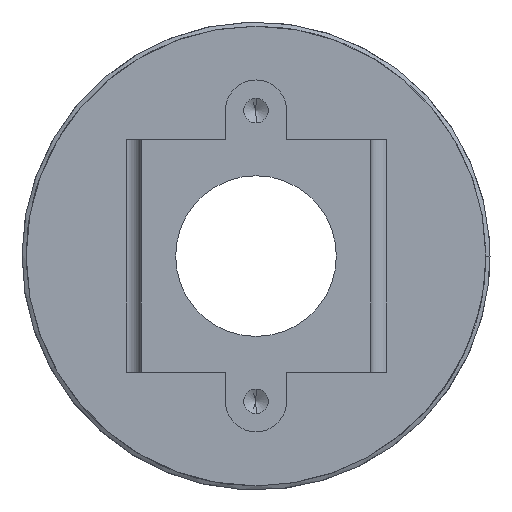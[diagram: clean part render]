
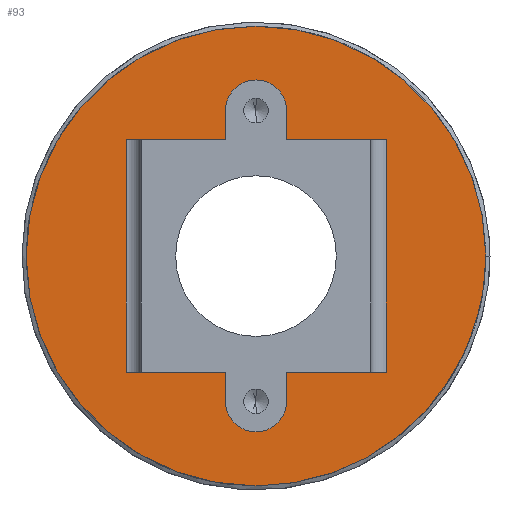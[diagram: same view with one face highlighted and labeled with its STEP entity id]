
A CAD part, front view. The second image highlights one B-rep face of the part: STEP entity #93.
In plain terms, the highlighted planar face has unit normal (0, -1, 0).
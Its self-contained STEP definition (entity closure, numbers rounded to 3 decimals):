
#3 = CARTESIAN_POINT ( 'NONE',  ( 0., 0., 11.512 ) ) ;
#18 = LINE ( 'NONE', #1631, #1102 ) ;
#34 = DIRECTION ( 'NONE',  ( 0., 0., 1. ) ) ;
#52 = FACE_BOUND ( 'NONE', #1075, .T. ) ;
#73 = CIRCLE ( 'NONE', #949, 2. ) ;
#87 = ORIENTED_EDGE ( 'NONE', *, *, #1376, .T. ) ;
#93 = ADVANCED_FACE ( 'NONE', ( #52, #238 ), #2064, .F. ) ;
#94 = ORIENTED_EDGE ( 'NONE', *, *, #2292, .F. ) ;
#110 = VECTOR ( 'NONE', #1079, 1000. ) ;
#124 = ORIENTED_EDGE ( 'NONE', *, *, #2264, .F. ) ;
#132 = VERTEX_POINT ( 'NONE', #1290 ) ;
#133 = VERTEX_POINT ( 'NONE', #2029 ) ;
#157 = CARTESIAN_POINT ( 'NONE',  ( 0., 0., 15.022 ) ) ;
#179 = LINE ( 'NONE', #531, #2300 ) ;
#188 = EDGE_CURVE ( 'NONE', #950, #1070, #1990, .T. ) ;
#238 = FACE_OUTER_BOUND ( 'NONE', #620, .T. ) ;
#247 = EDGE_CURVE ( 'NONE', #1546, #789, #1066, .T. ) ;
#250 = CARTESIAN_POINT ( 'NONE',  ( 0., 0., 9.512 ) ) ;
#279 = VERTEX_POINT ( 'NONE', #1160 ) ;
#321 = VERTEX_POINT ( 'NONE', #1364 ) ;
#323 = CARTESIAN_POINT ( 'NONE',  ( 0., 0., 0. ) ) ;
#342 = CARTESIAN_POINT ( 'NONE',  ( -2., 0., 0. ) ) ;
#347 = CARTESIAN_POINT ( 'NONE',  ( -2., 0., 9.512 ) ) ;
#360 = ORIENTED_EDGE ( 'NONE', *, *, #2068, .F. ) ;
#369 = DIRECTION ( 'NONE',  ( -1., 0., 0. ) ) ;
#381 = CARTESIAN_POINT ( 'NONE',  ( 0., 0., 7.612 ) ) ;
#411 = DIRECTION ( 'NONE',  ( 0., 1., 0. ) ) ;
#479 = AXIS2_PLACEMENT_3D ( 'NONE', #1917, #1774, #1949 ) ;
#491 = DIRECTION ( 'NONE',  ( 1., 0., 0. ) ) ;
#522 = VERTEX_POINT ( 'NONE', #1200 ) ;
#531 = CARTESIAN_POINT ( 'NONE',  ( 0., 0., 7.612 ) ) ;
#534 = ORIENTED_EDGE ( 'NONE', *, *, #2330, .F. ) ;
#599 = CIRCLE ( 'NONE', #833, 15.022 ) ;
#610 = ORIENTED_EDGE ( 'NONE', *, *, #2085, .T. ) ;
#620 = EDGE_LOOP ( 'NONE', ( #534, #2186, #768, #1510 ) ) ;
#660 = DIRECTION ( 'NONE',  ( 0., 0., 1. ) ) ;
#665 = EDGE_CURVE ( 'NONE', #789, #132, #1223, .T. ) ;
#689 = LINE ( 'NONE', #1254, #1570 ) ;
#692 = CARTESIAN_POINT ( 'NONE',  ( 0., 0., 0. ) ) ;
#702 = VECTOR ( 'NONE', #1120, 1000. ) ;
#747 = CARTESIAN_POINT ( 'NONE',  ( 0., 0., 0. ) ) ;
#751 = VECTOR ( 'NONE', #1653, 1000. ) ;
#756 = DIRECTION ( 'NONE',  ( 0.003, 0., -1. ) ) ;
#768 = ORIENTED_EDGE ( 'NONE', *, *, #247, .F. ) ;
#779 = EDGE_CURVE ( 'NONE', #1273, #1196, #1143, .T. ) ;
#789 = VERTEX_POINT ( 'NONE', #157 ) ;
#800 = CARTESIAN_POINT ( 'NONE',  ( -2., 0., -9.488 ) ) ;
#833 = AXIS2_PLACEMENT_3D ( 'NONE', #323, #1816, #1059 ) ;
#837 = DIRECTION ( 'NONE',  ( 0., 1., 0. ) ) ;
#930 = CARTESIAN_POINT ( 'NONE',  ( 2., 0., 0. ) ) ;
#946 = AXIS2_PLACEMENT_3D ( 'NONE', #250, #837, #988 ) ;
#949 = AXIS2_PLACEMENT_3D ( 'NONE', #2176, #2131, #1621 ) ;
#950 = VERTEX_POINT ( 'NONE', #347 ) ;
#960 = DIRECTION ( 'NONE',  ( 0., 1., 0. ) ) ;
#978 = EDGE_CURVE ( 'NONE', #2290, #1057, #18, .T. ) ;
#988 = DIRECTION ( 'NONE',  ( 0., 0., 1. ) ) ;
#990 = CIRCLE ( 'NONE', #1377, 15.022 ) ;
#1017 = CARTESIAN_POINT ( 'NONE',  ( 2., 0., -9.488 ) ) ;
#1046 = LINE ( 'NONE', #2325, #2269 ) ;
#1057 = VERTEX_POINT ( 'NONE', #2021 ) ;
#1059 = DIRECTION ( 'NONE',  ( 0., 0., 1. ) ) ;
#1066 = CIRCLE ( 'NONE', #1372, 15.022 ) ;
#1070 = VERTEX_POINT ( 'NONE', #3 ) ;
#1075 = EDGE_LOOP ( 'NONE', ( #124, #87, #360, #1429, #1131, #1573, #2013, #1493, #94, #1595, #1451, #610, #1666 ) ) ;
#1079 = DIRECTION ( 'NONE',  ( 0., 0., -1. ) ) ;
#1084 = DIRECTION ( 'NONE',  ( 0., 0., 1. ) ) ;
#1090 = CARTESIAN_POINT ( 'NONE',  ( 7.211, 0., -13.179 ) ) ;
#1094 = CARTESIAN_POINT ( 'NONE',  ( 2., 0., 7.612 ) ) ;
#1102 = VECTOR ( 'NONE', #1289, 1000. ) ;
#1120 = DIRECTION ( 'NONE',  ( 1., 0., 0. ) ) ;
#1131 = ORIENTED_EDGE ( 'NONE', *, *, #779, .T. ) ;
#1133 = CARTESIAN_POINT ( 'NONE',  ( 0., 0., 0. ) ) ;
#1143 = CIRCLE ( 'NONE', #479, 2. ) ;
#1160 = CARTESIAN_POINT ( 'NONE',  ( -1.994, 0., 7.612 ) ) ;
#1196 = VERTEX_POINT ( 'NONE', #800 ) ;
#1200 = CARTESIAN_POINT ( 'NONE',  ( 2., 0., -7.588 ) ) ;
#1209 = DIRECTION ( 'NONE',  ( 0., 0., 1. ) ) ;
#1216 = LINE ( 'NONE', #1929, #1762 ) ;
#1223 = CIRCLE ( 'NONE', #2105, 15.022 ) ;
#1225 = VECTOR ( 'NONE', #369, 1000. ) ;
#1254 = CARTESIAN_POINT ( 'NONE',  ( 0., 0., -7.588 ) ) ;
#1271 = LINE ( 'NONE', #342, #110 ) ;
#1273 = VERTEX_POINT ( 'NONE', #1017 ) ;
#1289 = DIRECTION ( 'NONE',  ( 0., 0., 1. ) ) ;
#1290 = CARTESIAN_POINT ( 'NONE',  ( 15.022, 0., 0. ) ) ;
#1313 = DIRECTION ( 'NONE',  ( -1., 0., 0. ) ) ;
#1364 = CARTESIAN_POINT ( 'NONE',  ( -8.494, 0., 7.612 ) ) ;
#1372 = AXIS2_PLACEMENT_3D ( 'NONE', #1374, #1947, #1209 ) ;
#1374 = CARTESIAN_POINT ( 'NONE',  ( 0., 0., 0. ) ) ;
#1376 = EDGE_CURVE ( 'NONE', #133, #2249, #1216, .T. ) ;
#1377 = AXIS2_PLACEMENT_3D ( 'NONE', #1133, #960, #34 ) ;
#1429 = ORIENTED_EDGE ( 'NONE', *, *, #1522, .F. ) ;
#1451 = ORIENTED_EDGE ( 'NONE', *, *, #188, .T. ) ;
#1488 = LINE ( 'NONE', #1668, #2145 ) ;
#1493 = ORIENTED_EDGE ( 'NONE', *, *, #2155, .T. ) ;
#1510 = ORIENTED_EDGE ( 'NONE', *, *, #2056, .F. ) ;
#1522 = EDGE_CURVE ( 'NONE', #1273, #522, #1998, .T. ) ;
#1535 = VERTEX_POINT ( 'NONE', #1090 ) ;
#1546 = VERTEX_POINT ( 'NONE', #1664 ) ;
#1555 = EDGE_CURVE ( 'NONE', #1791, #1196, #1271, .T. ) ;
#1570 = VECTOR ( 'NONE', #491, 1000. ) ;
#1573 = ORIENTED_EDGE ( 'NONE', *, *, #1555, .F. ) ;
#1595 = ORIENTED_EDGE ( 'NONE', *, *, #2210, .F. ) ;
#1621 = DIRECTION ( 'NONE',  ( 0., 0., 1. ) ) ;
#1631 = CARTESIAN_POINT ( 'NONE',  ( 2., 0., 0. ) ) ;
#1653 = DIRECTION ( 'NONE',  ( 0., 0., 1. ) ) ;
#1664 = CARTESIAN_POINT ( 'NONE',  ( 0., 0., -15.022 ) ) ;
#1666 = ORIENTED_EDGE ( 'NONE', *, *, #978, .F. ) ;
#1668 = CARTESIAN_POINT ( 'NONE',  ( -1.969, 0., -0.006 ) ) ;
#1679 = AXIS2_PLACEMENT_3D ( 'NONE', #747, #411, #1888 ) ;
#1762 = VECTOR ( 'NONE', #1941, 1000. ) ;
#1768 = VERTEX_POINT ( 'NONE', #2079 ) ;
#1774 = DIRECTION ( 'NONE',  ( 0., 1., 0. ) ) ;
#1791 = VERTEX_POINT ( 'NONE', #2234 ) ;
#1816 = DIRECTION ( 'NONE',  ( 0., 1., 0. ) ) ;
#1869 = LINE ( 'NONE', #381, #1225 ) ;
#1884 = CARTESIAN_POINT ( 'NONE',  ( 8.506, 0., -7.588 ) ) ;
#1888 = DIRECTION ( 'NONE',  ( 1., 0., 0. ) ) ;
#1917 = CARTESIAN_POINT ( 'NONE',  ( 0., 0., -9.488 ) ) ;
#1929 = CARTESIAN_POINT ( 'NONE',  ( 8.506, 0., -7.588 ) ) ;
#1941 = DIRECTION ( 'NONE',  ( 0., 0., -1. ) ) ;
#1947 = DIRECTION ( 'NONE',  ( 0., 1., 0. ) ) ;
#1949 = DIRECTION ( 'NONE',  ( 0., 0., 1. ) ) ;
#1990 = CIRCLE ( 'NONE', #946, 2. ) ;
#1998 = LINE ( 'NONE', #930, #751 ) ;
#2010 = LINE ( 'NONE', #2240, #702 ) ;
#2013 = ORIENTED_EDGE ( 'NONE', *, *, #2281, .F. ) ;
#2021 = CARTESIAN_POINT ( 'NONE',  ( 2., 0., 9.512 ) ) ;
#2029 = CARTESIAN_POINT ( 'NONE',  ( 8.506, 0., 7.612 ) ) ;
#2056 = EDGE_CURVE ( 'NONE', #1535, #1546, #599, .T. ) ;
#2064 = PLANE ( 'NONE',  #1679 ) ;
#2068 = EDGE_CURVE ( 'NONE', #522, #2249, #689, .T. ) ;
#2079 = CARTESIAN_POINT ( 'NONE',  ( -8.494, 0., -7.588 ) ) ;
#2085 = EDGE_CURVE ( 'NONE', #1070, #1057, #73, .T. ) ;
#2105 = AXIS2_PLACEMENT_3D ( 'NONE', #692, #2190, #1084 ) ;
#2131 = DIRECTION ( 'NONE',  ( 0., 1., 0. ) ) ;
#2145 = VECTOR ( 'NONE', #756, 1000. ) ;
#2155 = EDGE_CURVE ( 'NONE', #1768, #321, #1046, .T. ) ;
#2176 = CARTESIAN_POINT ( 'NONE',  ( 0., 0., 9.512 ) ) ;
#2186 = ORIENTED_EDGE ( 'NONE', *, *, #665, .F. ) ;
#2190 = DIRECTION ( 'NONE',  ( 0., 1., 0. ) ) ;
#2210 = EDGE_CURVE ( 'NONE', #950, #279, #1488, .T. ) ;
#2234 = CARTESIAN_POINT ( 'NONE',  ( -2., 0., -7.588 ) ) ;
#2240 = CARTESIAN_POINT ( 'NONE',  ( 0., 0., -7.588 ) ) ;
#2249 = VERTEX_POINT ( 'NONE', #1884 ) ;
#2264 = EDGE_CURVE ( 'NONE', #133, #2290, #1869, .T. ) ;
#2269 = VECTOR ( 'NONE', #660, 1000. ) ;
#2281 = EDGE_CURVE ( 'NONE', #1768, #1791, #2010, .T. ) ;
#2290 = VERTEX_POINT ( 'NONE', #1094 ) ;
#2292 = EDGE_CURVE ( 'NONE', #279, #321, #179, .T. ) ;
#2300 = VECTOR ( 'NONE', #1313, 1000. ) ;
#2325 = CARTESIAN_POINT ( 'NONE',  ( -8.494, 0., 7.612 ) ) ;
#2330 = EDGE_CURVE ( 'NONE', #132, #1535, #990, .T. ) ;
